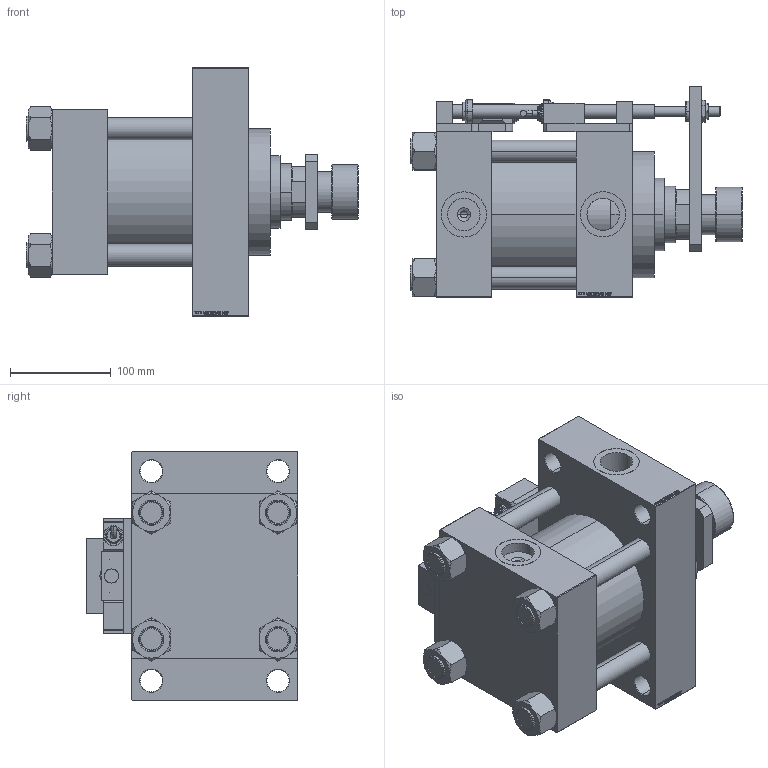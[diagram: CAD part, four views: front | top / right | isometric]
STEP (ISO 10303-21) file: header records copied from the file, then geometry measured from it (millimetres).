
FILE_DESCRIPTION (( 'STEP AP203' ), '1' );
FILE_NAME ('7109.STEP', '2025-07-17T16:07:39', ( '' ), ( '' ), 'SwSTEP 2.0', 'SolidWorks 2019', '' );
FILE_SCHEMA (( 'CONFIG_CONTROL_DESIGN' ));
Length unit declared in the file: millimetre
Products named in the file (17): V215CD_SWITCH_Q_NUT10 053b7ca3f9ec6df1493436086838ece8; V215CD_SWITCH_Q_PODLOZKA_FRONT 053b7ca3f9ec6df1493436086838ece8; V215CD_SWITCH_Q_MAGNET 053b7ca3f9ec6df1493436086838ece8; V215CD_SWITCH_Q_SWITCH 053b7ca3f9ec6df1493436086838ece8; V215CD_D_TYCINKA 053b7ca3f9ec6df1493436086838ece8; V215CD_SWITCH_Q_BLOK 053b7ca3f9ec6df1493436086838ece8; V215CR_ROD_END_F 053b7ca3f9ec6df1493436086838ece8; 7109; V215CD_NUT_M5_D 053b7ca3f9ec6df1493436086838ece8; V215CD_SWITCH_Q_NUT 053b7ca3f9ec6df1493436086838ece8; V215CD_SWITCH_Q_ZARAZKA 053b7ca3f9ec6df1493436086838ece8; V215CD_SWITCH_Q_DIMA 053b7ca3f9ec6df1493436086838ece8; V215CD_SWITCH_Q_PODLOZKA_BACK 053b7ca3f9ec6df1493436086838ece8; V215CD_SWITCH_Q_TYC 053b7ca3f9ec6df1493436086838ece8; V215CD_VCP_D 053b7ca3f9ec6df1493436086838ece8; V215CD_VC_A 053b7ca3f9ec6df1493436086838ece8; V215CD_D_Body 053b7ca3f9ec6df1493436086838ece8
Assembly tree (25 placements, depth 2):
  7109
    V215CD_D_Body 053b7ca3f9ec6df1493436086838ece8
    V215CD_VC_A 053b7ca3f9ec6df1493436086838ece8
    V215CD_VCP_D 053b7ca3f9ec6df1493436086838ece8
    V215CD_D_TYCINKA 053b7ca3f9ec6df1493436086838ece8  x4
    V215CD_NUT_M5_D 053b7ca3f9ec6df1493436086838ece8  x4
    V215CR_ROD_END_F 053b7ca3f9ec6df1493436086838ece8
    V215CD_SWITCH_Q_BLOK 053b7ca3f9ec6df1493436086838ece8  x2
    V215CD_SWITCH_Q_DIMA 053b7ca3f9ec6df1493436086838ece8
    V215CD_SWITCH_Q_MAGNET 053b7ca3f9ec6df1493436086838ece8  x2
    V215CD_SWITCH_Q_NUT 053b7ca3f9ec6df1493436086838ece8
    V215CD_SWITCH_Q_NUT10 053b7ca3f9ec6df1493436086838ece8
    V215CD_SWITCH_Q_PODLOZKA_BACK 053b7ca3f9ec6df1493436086838ece8
    V215CD_SWITCH_Q_PODLOZKA_FRONT 053b7ca3f9ec6df1493436086838ece8
    V215CD_SWITCH_Q_SWITCH 053b7ca3f9ec6df1493436086838ece8  x2
    V215CD_SWITCH_Q_TYC 053b7ca3f9ec6df1493436086838ece8
    V215CD_SWITCH_Q_ZARAZKA 053b7ca3f9ec6df1493436086838ece8
Bounding box: 330 x 210 x 247 mm (x, y, z)
Volume: 5389259.6 mm3; surface area: 652831.2 mm2
Topology: 25 solids, 25 shells, 1390 faces, 3447 edges, 2236 vertices
Faces by surface type: plane 669, bspline 368, cylinder 158, cone 155, torus 40
Entity records: 53829 total; most frequent: CARTESIAN_POINT 26138, ORIENTED_EDGE 5834, DIRECTION 4142, EDGE_CURVE 2917, VERTEX_POINT 1910, VECTOR 1738, LINE 1738, EDGE_LOOP 1321
